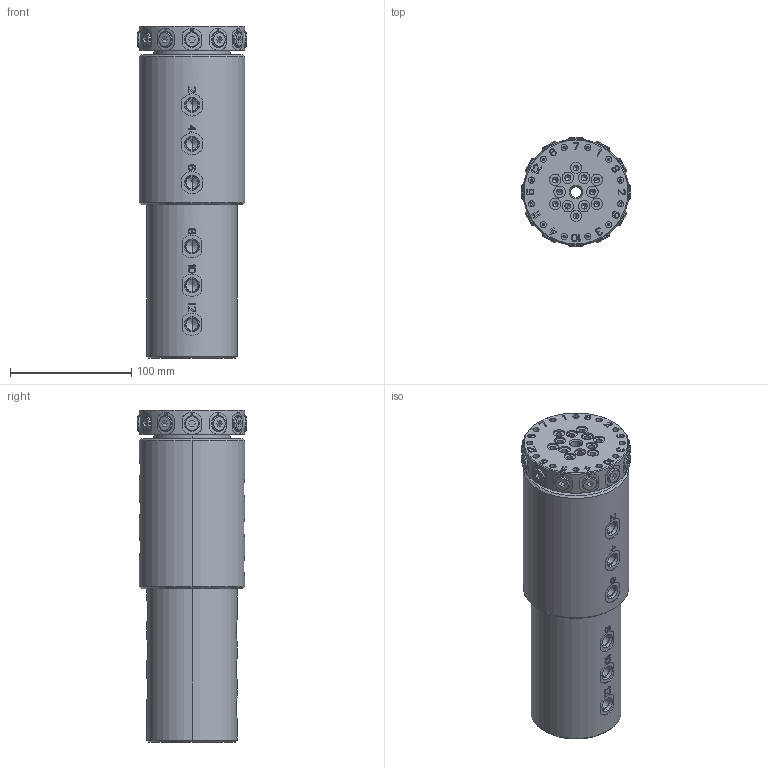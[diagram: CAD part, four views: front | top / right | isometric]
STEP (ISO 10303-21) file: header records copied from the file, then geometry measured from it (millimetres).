
FILE_DESCRIPTION((''),'2;1');
FILE_NAME('ILC32122413','2023-02-18T11:01:32',('Jweaver'),(''),'CREO PARAMETRIC BY PTC INC, 2021164','CREO PARAMETRIC BY PTC INC, 2021164','');
FILE_SCHEMA(('AUTOMOTIVE_DESIGN { 1 0 10303 214 1 1 1 1 }'));
Products named in the file (1): ILC32122413
Bounding box: 90.34 x 90.34 x 274.35 mm (x, y, z)
Volume: 1364469.9 mm3; surface area: 117240.3 mm2
Topology: 1 solids, 1 shells, 1970 faces, 5501 edges, 3619 vertices
Faces by surface type: plane 1538, cylinder 254, cone 174, torus 4
Entity records: 65674 total; most frequent: CARTESIAN_POINT 13606, ORIENTED_EDGE 10830, DIRECTION 9702, EDGE_CURVE 5415, VECTOR 4281, LINE 4281, VERTEX_POINT 3619, AXIS2_PLACEMENT_3D 2709
